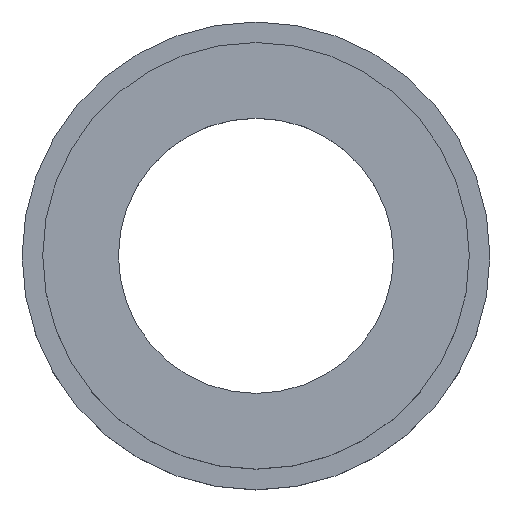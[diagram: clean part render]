
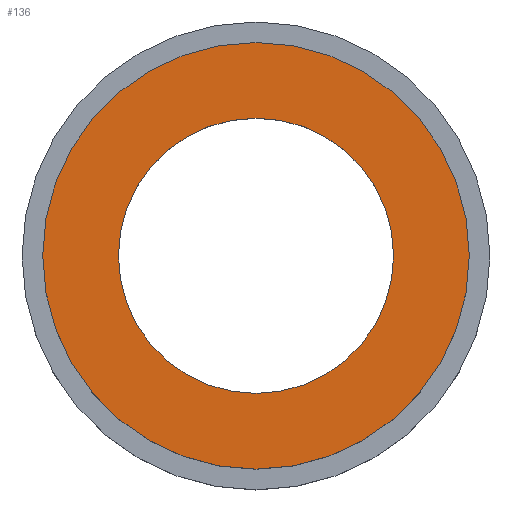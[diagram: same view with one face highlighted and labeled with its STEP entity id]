
A CAD part, top view. The second image highlights one B-rep face of the part: STEP entity #136.
In plain terms, the highlighted planar face has unit normal (0, 0, 1).
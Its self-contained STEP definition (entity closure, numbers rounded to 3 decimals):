
#25=FACE_BOUND('',#36,.T.);
#28=FACE_OUTER_BOUND('',#35,.T.);
#35=EDGE_LOOP('',(#95,#96));
#36=EDGE_LOOP('',(#97,#98));
#45=CIRCLE('',#164,15.5);
#46=CIRCLE('',#165,15.5);
#47=CIRCLE('',#166,10.);
#48=CIRCLE('',#167,10.);
#61=VERTEX_POINT('',#239);
#62=VERTEX_POINT('',#240);
#63=VERTEX_POINT('',#243);
#64=VERTEX_POINT('',#244);
#76=EDGE_CURVE('',#61,#62,#45,.T.);
#77=EDGE_CURVE('',#62,#61,#46,.T.);
#78=EDGE_CURVE('',#63,#64,#47,.T.);
#79=EDGE_CURVE('',#64,#63,#48,.T.);
#95=ORIENTED_EDGE('',*,*,#76,.F.);
#96=ORIENTED_EDGE('',*,*,#77,.F.);
#97=ORIENTED_EDGE('',*,*,#78,.T.);
#98=ORIENTED_EDGE('',*,*,#79,.T.);
#133=PLANE('',#163);
#136=ADVANCED_FACE('',(#28,#25),#133,.T.);
#163=AXIS2_PLACEMENT_3D('',#238,#188,#189);
#164=AXIS2_PLACEMENT_3D('',#241,#190,#191);
#165=AXIS2_PLACEMENT_3D('',#242,#192,#193);
#166=AXIS2_PLACEMENT_3D('',#245,#194,#195);
#167=AXIS2_PLACEMENT_3D('',#246,#196,#197);
#188=DIRECTION('center_axis',(0.,0.,1.));
#189=DIRECTION('ref_axis',(1.,0.,0.));
#190=DIRECTION('center_axis',(0.,0.,-1.));
#191=DIRECTION('ref_axis',(0.,1.,0.));
#192=DIRECTION('center_axis',(0.,0.,-1.));
#193=DIRECTION('ref_axis',(0.,1.,0.));
#194=DIRECTION('center_axis',(0.,0.,-1.));
#195=DIRECTION('ref_axis',(0.,1.,0.));
#196=DIRECTION('center_axis',(0.,0.,-1.));
#197=DIRECTION('ref_axis',(0.,1.,0.));
#238=CARTESIAN_POINT('Origin',(0.,12.75,10.5));
#239=CARTESIAN_POINT('',(0.,15.5,10.5));
#240=CARTESIAN_POINT('',(0.,-15.5,10.5));
#241=CARTESIAN_POINT('Origin',(0.,0.,10.5));
#242=CARTESIAN_POINT('Origin',(0.,0.,10.5));
#243=CARTESIAN_POINT('',(0.,10.,10.5));
#244=CARTESIAN_POINT('',(0.,-10.,10.5));
#245=CARTESIAN_POINT('Origin',(0.,0.,10.5));
#246=CARTESIAN_POINT('Origin',(0.,0.,10.5));
